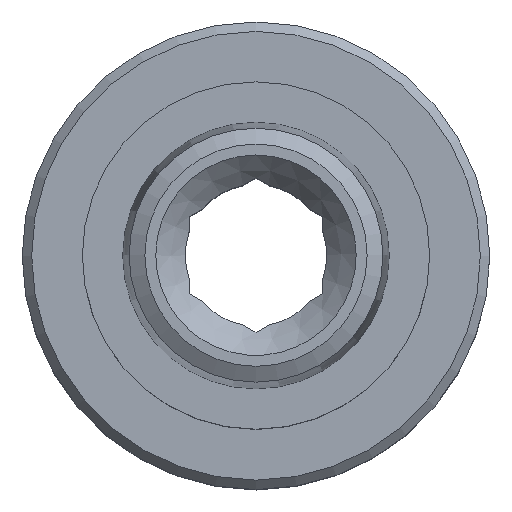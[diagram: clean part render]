
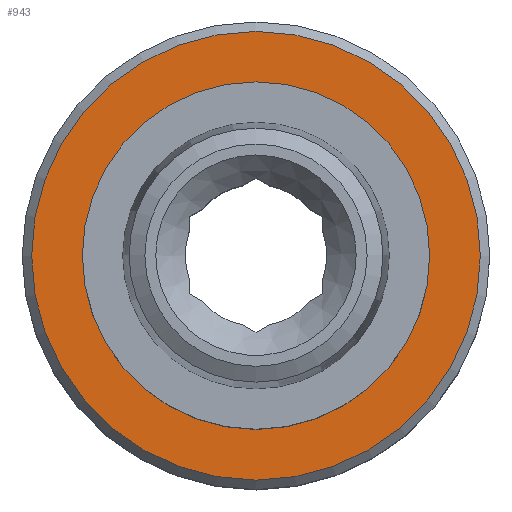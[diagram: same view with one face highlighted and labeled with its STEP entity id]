
A CAD part, top view. The second image highlights one B-rep face of the part: STEP entity #943.
In plain terms, the highlighted planar face has unit normal (0, 0, 1).
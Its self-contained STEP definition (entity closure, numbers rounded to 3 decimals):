
#38=PLANE('',#1021);
#89=CIRCLE('',#1017,8.396);
#90=CIRCLE('',#1019,6.5);
#154=ORIENTED_EDGE('',*,*,#294,.F.);
#155=ORIENTED_EDGE('',*,*,#295,.T.);
#294=EDGE_CURVE('',#373,#373,#89,.T.);
#295=EDGE_CURVE('',#374,#374,#90,.T.);
#373=VERTEX_POINT('',#1340);
#374=VERTEX_POINT('',#1343);
#497=EDGE_LOOP('',(#154));
#498=EDGE_LOOP('',(#155));
#567=FACE_BOUND('',#497,.T.);
#568=FACE_BOUND('',#498,.T.);
#943=ADVANCED_FACE('',(#567,#568),#38,.F.);
#1017=AXIS2_PLACEMENT_3D('',#1339,#1157,#1158);
#1019=AXIS2_PLACEMENT_3D('',#1342,#1161,#1162);
#1021=AXIS2_PLACEMENT_3D('',#1346,#1165,#1166);
#1157=DIRECTION('',(0.,0.,-1.));
#1158=DIRECTION('',(-1.,0.,0.));
#1161=DIRECTION('',(0.,0.,-1.));
#1162=DIRECTION('',(-1.,0.,0.));
#1165=DIRECTION('',(0.,0.,-1.));
#1166=DIRECTION('',(-1.,0.,0.));
#1339=CARTESIAN_POINT('',(0.,0.,-4.6));
#1340=CARTESIAN_POINT('',(-8.396,0.,-4.6));
#1342=CARTESIAN_POINT('',(0.,0.,-4.6));
#1343=CARTESIAN_POINT('',(-6.5,0.,-4.6));
#1346=CARTESIAN_POINT('',(0.,6.5,-4.6));
